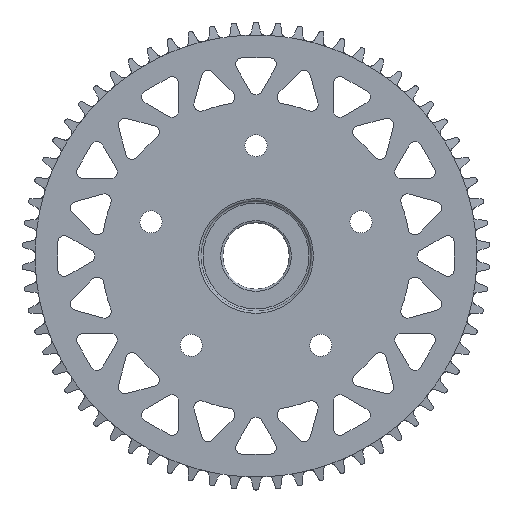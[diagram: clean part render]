
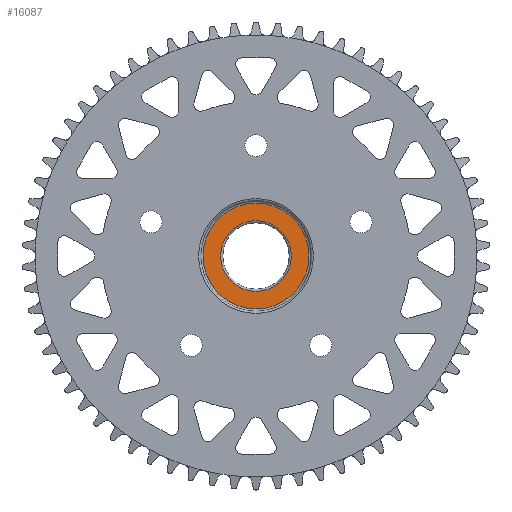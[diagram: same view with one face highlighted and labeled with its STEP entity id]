
A CAD part, front view. The second image highlights one B-rep face of the part: STEP entity #16087.
In plain terms, the highlighted planar face has unit normal (0, -1, 0).
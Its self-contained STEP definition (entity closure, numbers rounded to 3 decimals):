
#412=PLANE('',#18030);
#8288=ORIENTED_EDGE('',*,*,#10811,.T.);
#8289=ORIENTED_EDGE('',*,*,#10812,.T.);
#10811=EDGE_CURVE('',#12462,#12462,#13060,.T.);
#10812=EDGE_CURVE('',#12463,#12463,#13061,.F.);
#12462=VERTEX_POINT('',#28126);
#12463=VERTEX_POINT('',#28128);
#13060=CIRCLE('',#18031,16.);
#13061=CIRCLE('',#18032,24.);
#13917=EDGE_LOOP('',(#8288));
#13918=EDGE_LOOP('',(#8289));
#14815=FACE_BOUND('',#13917,.T.);
#14816=FACE_BOUND('',#13918,.T.);
#16087=ADVANCED_FACE('',(#14815,#14816),#412,.F.);
#18030=AXIS2_PLACEMENT_3D('',#28124,#23158,#23159);
#18031=AXIS2_PLACEMENT_3D('',#28125,#23160,#23161);
#18032=AXIS2_PLACEMENT_3D('',#28127,#23162,#23163);
#23158=DIRECTION('',(0.,1.,0.));
#23159=DIRECTION('',(0.,0.,1.));
#23160=DIRECTION('',(0.,1.,0.));
#23161=DIRECTION('',(0.,0.,1.));
#23162=DIRECTION('',(0.,1.,0.));
#23163=DIRECTION('',(0.,0.,1.));
#28124=CARTESIAN_POINT('',(0.,10.,0.));
#28125=CARTESIAN_POINT('',(0.,10.,0.));
#28126=CARTESIAN_POINT('',(0.,10.,16.));
#28127=CARTESIAN_POINT('',(0.,10.,0.));
#28128=CARTESIAN_POINT('',(0.,10.,24.));
